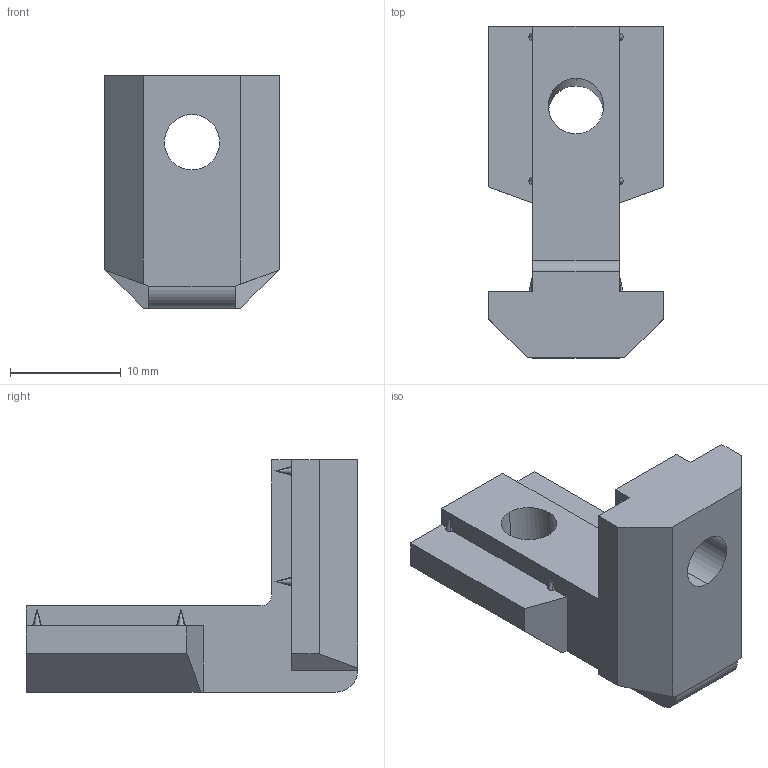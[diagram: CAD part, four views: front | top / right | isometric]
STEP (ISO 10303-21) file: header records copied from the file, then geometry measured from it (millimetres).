
FILE_DESCRIPTION (( 'STEP AP203' ), '1' );
FILE_NAME ('482535577_c_1.STEP', '2023-01-25T05:51:15', ( '' ), ( '' ), 'SwSTEP 2.0', 'SolidWorks 2014', '' );
FILE_SCHEMA (( 'CONFIG_CONTROL_DESIGN' ));
Length unit declared in the file: millimetre
Products named in the file (1): 482535577_c_1
Bounding box: 15.8 x 30 x 21 mm (x, y, z)
Volume: 3523.8 mm3; surface area: 2147.1 mm2
Topology: 1 solids, 1 shells, 63 faces, 181 edges, 120 vertices
Faces by surface type: plane 48, cone 9, cylinder 6
Entity records: 2130 total; most frequent: CARTESIAN_POINT 377, ORIENTED_EDGE 362, DIRECTION 331, EDGE_CURVE 181, LINE 151, VECTOR 151, VERTEX_POINT 120, AXIS2_PLACEMENT_3D 90
